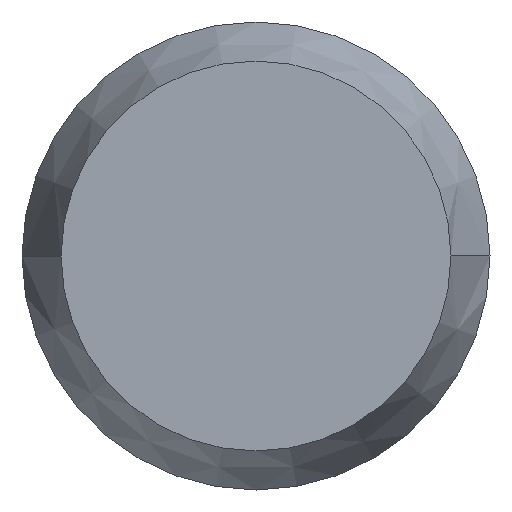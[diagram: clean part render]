
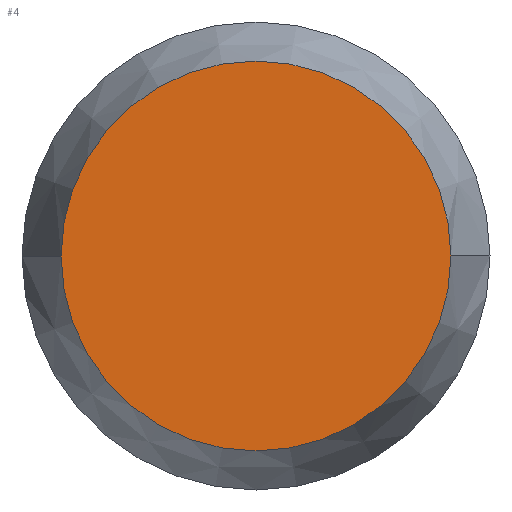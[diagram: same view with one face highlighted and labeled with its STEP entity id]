
A CAD part, front view. The second image highlights one B-rep face of the part: STEP entity #4.
In plain terms, the highlighted planar face has unit normal (0, -1, 0).
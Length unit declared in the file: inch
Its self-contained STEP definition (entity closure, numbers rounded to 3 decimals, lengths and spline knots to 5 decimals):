
#3 = EDGE_LOOP ( 'NONE', ( #337, #142 ) ) ;
#4 = ADVANCED_FACE ( 'NONE', ( #339 ), #101, .T. ) ;
#20 = CARTESIAN_POINT ( 'NONE',  ( 0., 0., 0.0781 ) ) ;
#36 = EDGE_CURVE ( 'NONE', #145, #288, #262, .T. ) ;
#66 = CARTESIAN_POINT ( 'NONE',  ( 0., 0., -0.0781 ) ) ;
#71 = DIRECTION ( 'NONE',  ( 0., 0., -1. ) ) ;
#77 = EDGE_CURVE ( 'NONE', #288, #145, #136, .T. ) ;
#91 = CARTESIAN_POINT ( 'NONE',  ( 0., 0., 0. ) ) ;
#99 = CARTESIAN_POINT ( 'NONE',  ( 0., 0., 0. ) ) ;
#101 = PLANE ( 'NONE',  #130 ) ;
#106 = CARTESIAN_POINT ( 'NONE',  ( 0., 0., 0. ) ) ;
#120 = DIRECTION ( 'NONE',  ( 0., -1., 0. ) ) ;
#130 = AXIS2_PLACEMENT_3D ( 'NONE', #91, #197, #182 ) ;
#136 = CIRCLE ( 'NONE', #215, 0.0781 ) ;
#142 = ORIENTED_EDGE ( 'NONE', *, *, #36, .T. ) ;
#145 = VERTEX_POINT ( 'NONE', #20 ) ;
#172 = AXIS2_PLACEMENT_3D ( 'NONE', #99, #120, #71 ) ;
#182 = DIRECTION ( 'NONE',  ( 0., 0., -1. ) ) ;
#197 = DIRECTION ( 'NONE',  ( 0., -1., 0. ) ) ;
#215 = AXIS2_PLACEMENT_3D ( 'NONE', #106, #252, #279 ) ;
#252 = DIRECTION ( 'NONE',  ( 0., -1., 0. ) ) ;
#262 = CIRCLE ( 'NONE', #172, 0.0781 ) ;
#279 = DIRECTION ( 'NONE',  ( 0., 0., -1. ) ) ;
#288 = VERTEX_POINT ( 'NONE', #66 ) ;
#337 = ORIENTED_EDGE ( 'NONE', *, *, #77, .T. ) ;
#339 = FACE_OUTER_BOUND ( 'NONE', #3, .T. ) ;
